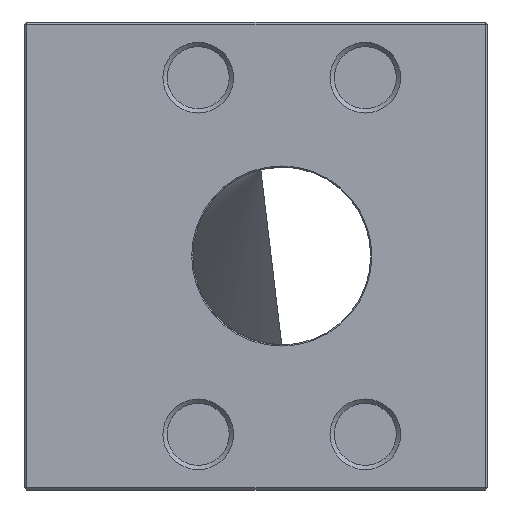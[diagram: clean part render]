
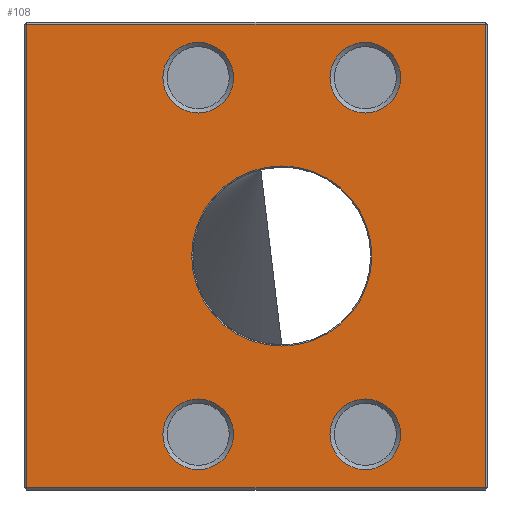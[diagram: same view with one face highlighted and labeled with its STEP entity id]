
A CAD part, left-side view. The second image highlights one B-rep face of the part: STEP entity #108.
In plain terms, the highlighted planar face has unit normal (-1, 0, 0).
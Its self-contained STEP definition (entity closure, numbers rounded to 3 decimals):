
#108=ADVANCED_FACE('',(#309,#310,#311,#312,#313,#314),#175,.F.);
#175=PLANE('',#890);
#213=LINE('',#1279,#261);
#214=LINE('',#1282,#262);
#215=LINE('',#1284,#263);
#216=LINE('',#1286,#264);
#261=VECTOR('',#1008,1.);
#262=VECTOR('',#1009,1.);
#263=VECTOR('',#1010,1.);
#264=VECTOR('',#1011,1.);
#309=FACE_BOUND('',#386,.T.);
#310=FACE_BOUND('',#387,.T.);
#311=FACE_BOUND('',#388,.T.);
#312=FACE_BOUND('',#389,.T.);
#313=FACE_BOUND('',#390,.T.);
#314=FACE_BOUND('',#391,.T.);
#386=EDGE_LOOP('',(#498));
#387=EDGE_LOOP('',(#499));
#388=EDGE_LOOP('',(#500));
#389=EDGE_LOOP('',(#501));
#390=EDGE_LOOP('',(#502));
#391=EDGE_LOOP('',(#503,#504,#505,#506));
#498=ORIENTED_EDGE('',*,*,#750,.T.);
#499=ORIENTED_EDGE('',*,*,#751,.T.);
#500=ORIENTED_EDGE('',*,*,#752,.T.);
#501=ORIENTED_EDGE('',*,*,#753,.T.);
#502=ORIENTED_EDGE('',*,*,#754,.T.);
#503=ORIENTED_EDGE('',*,*,#755,.T.);
#504=ORIENTED_EDGE('',*,*,#756,.T.);
#505=ORIENTED_EDGE('',*,*,#757,.T.);
#506=ORIENTED_EDGE('',*,*,#758,.T.);
#682=VERTEX_POINT('',#1270);
#683=VERTEX_POINT('',#1272);
#684=VERTEX_POINT('',#1274);
#685=VERTEX_POINT('',#1276);
#686=VERTEX_POINT('',#1278);
#687=VERTEX_POINT('',#1280);
#688=VERTEX_POINT('',#1281);
#689=VERTEX_POINT('',#1283);
#690=VERTEX_POINT('',#1285);
#750=EDGE_CURVE('',#682,#682,#842,.T.);
#751=EDGE_CURVE('',#683,#683,#843,.T.);
#752=EDGE_CURVE('',#684,#684,#844,.T.);
#753=EDGE_CURVE('',#685,#685,#845,.T.);
#754=EDGE_CURVE('',#686,#686,#846,.T.);
#755=EDGE_CURVE('',#687,#688,#213,.T.);
#756=EDGE_CURVE('',#688,#689,#214,.T.);
#757=EDGE_CURVE('',#689,#690,#215,.T.);
#758=EDGE_CURVE('',#690,#687,#216,.T.);
#842=CIRCLE('',#885,15.1);
#843=CIRCLE('',#886,15.1);
#844=CIRCLE('',#887,15.1);
#845=CIRCLE('',#888,15.1);
#846=CIRCLE('',#889,38.5);
#885=AXIS2_PLACEMENT_3D('',#1269,#998,#999);
#886=AXIS2_PLACEMENT_3D('',#1271,#1000,#1001);
#887=AXIS2_PLACEMENT_3D('',#1273,#1002,#1003);
#888=AXIS2_PLACEMENT_3D('',#1275,#1004,#1005);
#889=AXIS2_PLACEMENT_3D('',#1277,#1006,#1007);
#890=AXIS2_PLACEMENT_3D('',#1287,#1012,#1013);
#998=DIRECTION('',(1.,0.,0.));
#999=DIRECTION('',(0.,0.,-1.));
#1000=DIRECTION('',(1.,0.,0.));
#1001=DIRECTION('',(0.,0.,-1.));
#1002=DIRECTION('',(1.,0.,0.));
#1003=DIRECTION('',(0.,0.,-1.));
#1004=DIRECTION('',(1.,0.,0.));
#1005=DIRECTION('',(0.,0.,-1.));
#1006=DIRECTION('',(1.,0.,0.));
#1007=DIRECTION('',(0.,0.,-1.));
#1008=DIRECTION('',(0.,0.,-1.));
#1009=DIRECTION('',(0.,-1.,0.));
#1010=DIRECTION('',(0.,0.,1.));
#1011=DIRECTION('',(0.,1.,0.));
#1012=DIRECTION('',(1.,0.,0.));
#1013=DIRECTION('',(0.,0.,-1.));
#1269=CARTESIAN_POINT('',(0.,24.7,-76.2));
#1270=CARTESIAN_POINT('',(0.,24.7,-91.3));
#1271=CARTESIAN_POINT('',(0.,-46.7,-76.2));
#1272=CARTESIAN_POINT('',(0.,-46.7,-91.3));
#1273=CARTESIAN_POINT('',(0.,-46.7,76.2));
#1274=CARTESIAN_POINT('',(0.,-46.7,61.1));
#1275=CARTESIAN_POINT('',(0.,24.7,76.2));
#1276=CARTESIAN_POINT('',(0.,24.7,61.1));
#1277=CARTESIAN_POINT('',(0.,-11.,0.));
#1278=CARTESIAN_POINT('',(0.,-11.,-38.5));
#1279=CARTESIAN_POINT('',(0.,98.,0.));
#1280=CARTESIAN_POINT('',(0.,98.,99.));
#1281=CARTESIAN_POINT('',(0.,98.,-99.));
#1282=CARTESIAN_POINT('',(0.,0.,-99.));
#1283=CARTESIAN_POINT('',(0.,-98.,-99.));
#1284=CARTESIAN_POINT('',(0.,-98.,0.));
#1285=CARTESIAN_POINT('',(0.,-98.,99.));
#1286=CARTESIAN_POINT('',(0.,0.,99.));
#1287=CARTESIAN_POINT('',(0.,0.,0.));
